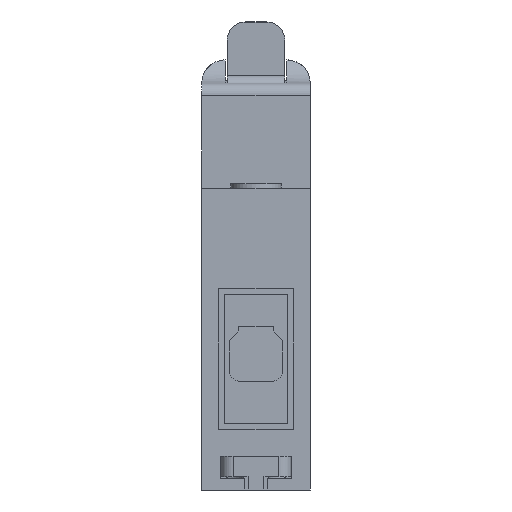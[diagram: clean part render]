
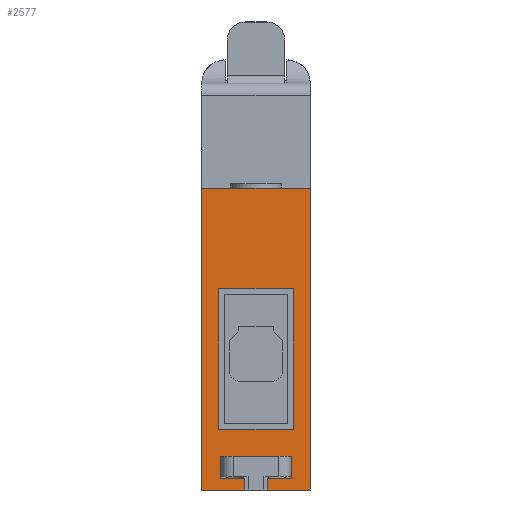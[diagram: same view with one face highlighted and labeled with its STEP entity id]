
A CAD part, front view. The second image highlights one B-rep face of the part: STEP entity #2577.
In plain terms, the highlighted planar face has unit normal (0, -1, 0).
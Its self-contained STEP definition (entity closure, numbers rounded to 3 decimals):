
#6 = EDGE_LOOP ( 'NONE', ( #3379, #3547, #3682, #3937 ) ) ;
#49 = CARTESIAN_POINT ( 'NONE',  ( 19.35, 0.5, -21. ) ) ;
#51 = VERTEX_POINT ( 'NONE', #8109 ) ;
#360 = VECTOR ( 'NONE', #3806, 1000. ) ;
#386 = ORIENTED_EDGE ( 'NONE', *, *, #5223, .T. ) ;
#547 = CARTESIAN_POINT ( 'NONE',  ( 4.65, 0.5, -60.4 ) ) ;
#710 = EDGE_CURVE ( 'NONE', #2724, #8003, #5883, .T. ) ;
#721 = LINE ( 'NONE', #4005, #3978 ) ;
#856 = ORIENTED_EDGE ( 'NONE', *, *, #4354, .F. ) ;
#862 = VERTEX_POINT ( 'NONE', #7324 ) ;
#1022 = ORIENTED_EDGE ( 'NONE', *, *, #710, .T. ) ;
#1164 = CARTESIAN_POINT ( 'NONE',  ( 19.6, 0.5, -60.4 ) ) ;
#1226 = VECTOR ( 'NONE', #4845, 1000. ) ;
#1270 = LINE ( 'NONE', #6195, #360 ) ;
#1438 = DIRECTION ( 'NONE',  ( 0., 0., -1. ) ) ;
#1475 = VERTEX_POINT ( 'NONE', #1933 ) ;
#1534 = EDGE_CURVE ( 'NONE', #4230, #7373, #1270, .T. ) ;
#1614 = LINE ( 'NONE', #4768, #6856 ) ;
#1623 = VECTOR ( 'NONE', #2868, 1000. ) ;
#1663 = DIRECTION ( 'NONE',  ( 0., 0., -1. ) ) ;
#1732 = ORIENTED_EDGE ( 'NONE', *, *, #3029, .F. ) ;
#1818 = EDGE_CURVE ( 'NONE', #4974, #6647, #2001, .T. ) ;
#1933 = CARTESIAN_POINT ( 'NONE',  ( 19.35, 0.5, -64.8 ) ) ;
#2001 = LINE ( 'NONE', #4533, #7115 ) ;
#2003 = EDGE_CURVE ( 'NONE', #6219, #2615, #6007, .T. ) ;
#2009 = EDGE_CURVE ( 'NONE', #2615, #4974, #1614, .T. ) ;
#2153 = VECTOR ( 'NONE', #4198, 1000. ) ;
#2206 = CARTESIAN_POINT ( 'NONE',  ( 19.6, 0.5, -37.4 ) ) ;
#2207 = CARTESIAN_POINT ( 'NONE',  ( 7.65, 0.5, -64.8 ) ) ;
#2235 = DIRECTION ( 'NONE',  ( -1., 0., 0. ) ) ;
#2273 = VECTOR ( 'NONE', #7048, 1000. ) ;
#2286 = ORIENTED_EDGE ( 'NONE', *, *, #7893, .T. ) ;
#2291 = CARTESIAN_POINT ( 'NONE',  ( 15.3, 0.5, -21. ) ) ;
#2320 = LINE ( 'NONE', #547, #1226 ) ;
#2548 = VECTOR ( 'NONE', #2792, 1000. ) ;
#2577 = ADVANCED_FACE ( 'TREWBOTTOMFACE', ( #6567, #6412 ), #7186, .T. ) ;
#2615 = VERTEX_POINT ( 'NONE', #6533 ) ;
#2658 = VERTEX_POINT ( 'NONE', #5127 ) ;
#2724 = VERTEX_POINT ( 'NONE', #2968 ) ;
#2792 = DIRECTION ( 'NONE',  ( 1., 0., 0. ) ) ;
#2868 = DIRECTION ( 'NONE',  ( 0., 0., 1. ) ) ;
#2879 = LINE ( 'NONE', #4087, #6111 ) ;
#2898 = CARTESIAN_POINT ( 'NONE',  ( 7.4, 0.5, -37.4 ) ) ;
#2968 = CARTESIAN_POINT ( 'NONE',  ( 7.65, 0.5, -68.5 ) ) ;
#3029 = EDGE_CURVE ( 'NONE', #8093, #6000, #721, .T. ) ;
#3262 = CARTESIAN_POINT ( 'NONE',  ( 4.65, 0.5, -68.5 ) ) ;
#3267 = CARTESIAN_POINT ( 'NONE',  ( 4.65, 0.5, -21. ) ) ;
#3379 = ORIENTED_EDGE ( 'NONE', *, *, #1534, .T. ) ;
#3432 = ORIENTED_EDGE ( 'NONE', *, *, #2003, .T. ) ;
#3474 = ORIENTED_EDGE ( 'NONE', *, *, #2009, .T. ) ;
#3547 = ORIENTED_EDGE ( 'NONE', *, *, #5937, .T. ) ;
#3628 = LINE ( 'NONE', #6137, #6354 ) ;
#3682 = ORIENTED_EDGE ( 'NONE', *, *, #6904, .T. ) ;
#3806 = DIRECTION ( 'NONE',  ( 0., 0., -1. ) ) ;
#3846 = VECTOR ( 'NONE', #6179, 1000. ) ;
#3916 = DIRECTION ( 'NONE',  ( 0., 0., 1. ) ) ;
#3937 = ORIENTED_EDGE ( 'NONE', *, *, #6901, .T. ) ;
#3978 = VECTOR ( 'NONE', #5857, 1000. ) ;
#4005 = CARTESIAN_POINT ( 'NONE',  ( 4.65, 0.5, -70.3 ) ) ;
#4087 = CARTESIAN_POINT ( 'NONE',  ( 11.7, 0.5, -21. ) ) ;
#4159 = CARTESIAN_POINT ( 'NONE',  ( 15.3, 0.5, -70.3 ) ) ;
#4198 = DIRECTION ( 'NONE',  ( -1., 0., 0. ) ) ;
#4210 = CARTESIAN_POINT ( 'NONE',  ( 11.7, 0.5, -70.3 ) ) ;
#4230 = VERTEX_POINT ( 'NONE', #2206 ) ;
#4354 = EDGE_CURVE ( 'NONE', #6219, #8093, #3628, .T. ) ;
#4368 = AXIS2_PLACEMENT_3D ( 'NONE', #3267, #5177, #1438 ) ;
#4401 = EDGE_CURVE ( 'NONE', #51, #6000, #8103, .T. ) ;
#4533 = CARTESIAN_POINT ( 'NONE',  ( 4.65, 0.5, -70.3 ) ) ;
#4541 = LINE ( 'NONE', #5817, #2548 ) ;
#4604 = CARTESIAN_POINT ( 'NONE',  ( 22.35, 0.5, -21. ) ) ;
#4614 = CARTESIAN_POINT ( 'NONE',  ( 7.4, 0.5, -21. ) ) ;
#4663 = ORIENTED_EDGE ( 'NONE', *, *, #7060, .T. ) ;
#4711 = CARTESIAN_POINT ( 'NONE',  ( 4.65, 0.5, -70.3 ) ) ;
#4768 = CARTESIAN_POINT ( 'NONE',  ( 4.65, 0.5, -21. ) ) ;
#4845 = DIRECTION ( 'NONE',  ( -1., 0., 0. ) ) ;
#4886 = CARTESIAN_POINT ( 'NONE',  ( 4.65, 0.5, -21. ) ) ;
#4907 = VECTOR ( 'NONE', #7649, 1000. ) ;
#4974 = VERTEX_POINT ( 'NONE', #4711 ) ;
#5016 = VECTOR ( 'NONE', #2235, 1000. ) ;
#5036 = LINE ( 'NONE', #8184, #2273 ) ;
#5076 = CARTESIAN_POINT ( 'NONE',  ( 22.35, 0.5, -70.3 ) ) ;
#5127 = CARTESIAN_POINT ( 'NONE',  ( 19.35, 0.5, -68.5 ) ) ;
#5171 = DIRECTION ( 'NONE',  ( -1., 0., 0. ) ) ;
#5177 = DIRECTION ( 'NONE',  ( 0., -1., 0. ) ) ;
#5223 = EDGE_CURVE ( 'NONE', #1475, #2658, #6491, .T. ) ;
#5552 = ORIENTED_EDGE ( 'NONE', *, *, #1818, .T. ) ;
#5703 = EDGE_CURVE ( 'NONE', #1475, #8003, #5036, .T. ) ;
#5817 = CARTESIAN_POINT ( 'NONE',  ( 4.65, 0.5, -37.4 ) ) ;
#5857 = DIRECTION ( 'NONE',  ( -1., 0., 0. ) ) ;
#5883 = LINE ( 'NONE', #6582, #6318 ) ;
#5937 = EDGE_CURVE ( 'NONE', #7373, #8036, #2320, .T. ) ;
#6000 = VERTEX_POINT ( 'NONE', #4159 ) ;
#6007 = LINE ( 'NONE', #4886, #5016 ) ;
#6111 = VECTOR ( 'NONE', #6417, 1000. ) ;
#6137 = CARTESIAN_POINT ( 'NONE',  ( 22.35, 0.5, -37.05 ) ) ;
#6138 = CARTESIAN_POINT ( 'NONE',  ( 7.4, 0.5, -60.4 ) ) ;
#6179 = DIRECTION ( 'NONE',  ( 0., 0., -1. ) ) ;
#6195 = CARTESIAN_POINT ( 'NONE',  ( 19.6, 0.5, -21. ) ) ;
#6219 = VERTEX_POINT ( 'NONE', #4604 ) ;
#6282 = VERTEX_POINT ( 'NONE', #2898 ) ;
#6318 = VECTOR ( 'NONE', #3916, 1000. ) ;
#6354 = VECTOR ( 'NONE', #1663, 1000. ) ;
#6412 = FACE_OUTER_BOUND ( 'NONE', #8222, .T. ) ;
#6417 = DIRECTION ( 'NONE',  ( 0., 0., 1. ) ) ;
#6443 = LINE ( 'NONE', #3262, #6601 ) ;
#6457 = ORIENTED_EDGE ( 'NONE', *, *, #5703, .F. ) ;
#6491 = LINE ( 'NONE', #49, #4907 ) ;
#6533 = CARTESIAN_POINT ( 'NONE',  ( 4.65, 0.5, -21. ) ) ;
#6567 = FACE_BOUND ( 'NONE', #6, .T. ) ;
#6574 = EDGE_CURVE ( 'NONE', #6647, #862, #2879, .T. ) ;
#6582 = CARTESIAN_POINT ( 'NONE',  ( 7.65, 0.5, -21. ) ) ;
#6601 = VECTOR ( 'NONE', #5171, 1000. ) ;
#6647 = VERTEX_POINT ( 'NONE', #4210 ) ;
#6668 = DIRECTION ( 'NONE',  ( 0., 0., -1. ) ) ;
#6856 = VECTOR ( 'NONE', #6668, 1000. ) ;
#6901 = EDGE_CURVE ( 'NONE', #6282, #4230, #4541, .T. ) ;
#6904 = EDGE_CURVE ( 'NONE', #8036, #6282, #7243, .T. ) ;
#7042 = DIRECTION ( 'NONE',  ( 1., 0., 0. ) ) ;
#7048 = DIRECTION ( 'NONE',  ( -1., 0., 0. ) ) ;
#7060 = EDGE_CURVE ( 'NONE', #2658, #51, #7967, .T. ) ;
#7115 = VECTOR ( 'NONE', #7042, 1000. ) ;
#7172 = ORIENTED_EDGE ( 'NONE', *, *, #4401, .T. ) ;
#7186 = PLANE ( 'NONE',  #4368 ) ;
#7243 = LINE ( 'NONE', #4614, #1623 ) ;
#7324 = CARTESIAN_POINT ( 'NONE',  ( 11.7, 0.5, -68.5 ) ) ;
#7373 = VERTEX_POINT ( 'NONE', #1164 ) ;
#7649 = DIRECTION ( 'NONE',  ( 0., 0., -1. ) ) ;
#7893 = EDGE_CURVE ( 'NONE', #862, #2724, #6443, .T. ) ;
#7900 = ORIENTED_EDGE ( 'NONE', *, *, #6574, .T. ) ;
#7967 = LINE ( 'NONE', #8098, #2153 ) ;
#8003 = VERTEX_POINT ( 'NONE', #2207 ) ;
#8036 = VERTEX_POINT ( 'NONE', #6138 ) ;
#8093 = VERTEX_POINT ( 'NONE', #5076 ) ;
#8098 = CARTESIAN_POINT ( 'NONE',  ( 4.65, 0.5, -68.5 ) ) ;
#8103 = LINE ( 'NONE', #2291, #3846 ) ;
#8109 = CARTESIAN_POINT ( 'NONE',  ( 15.3, 0.5, -68.5 ) ) ;
#8184 = CARTESIAN_POINT ( 'NONE',  ( 4.65, 0.5, -64.8 ) ) ;
#8222 = EDGE_LOOP ( 'NONE', ( #1022, #6457, #386, #4663, #7172, #1732, #856, #3432, #3474, #5552, #7900, #2286 ) ) ;
